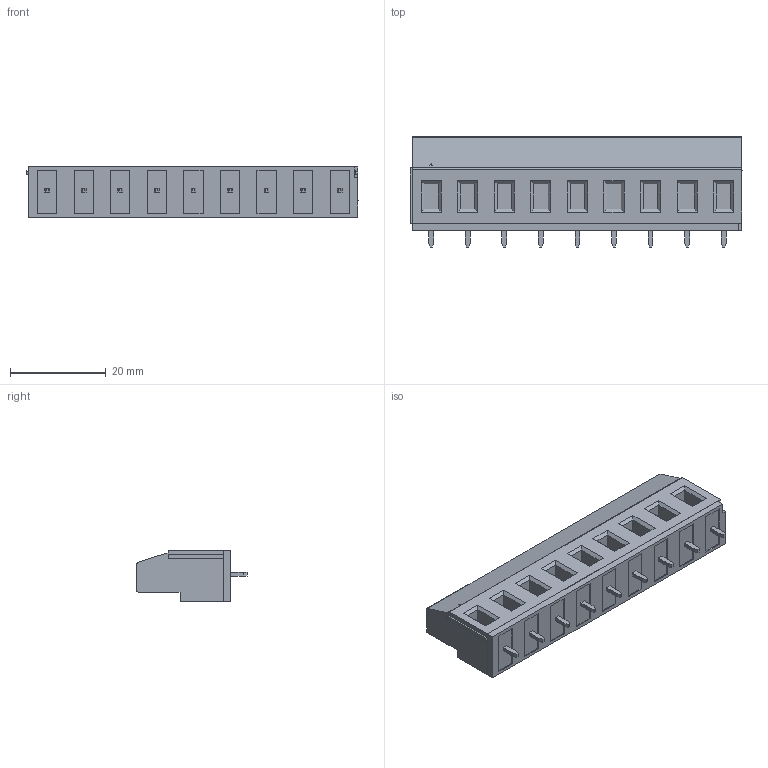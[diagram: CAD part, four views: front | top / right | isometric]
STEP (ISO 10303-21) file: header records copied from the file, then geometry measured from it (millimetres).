
FILE_DESCRIPTION (( 'STEP AP214' ), '1' );
FILE_NAME ('DG129-7.62-09P-14-00AH.STEP', '2021-01-12T19:56:57', ( '' ), ( '' ), 'SwSTEP 2.0', 'SolidWorks 2020', '' );
FILE_SCHEMA (( 'AUTOMOTIVE_DESIGN' ));
Length unit declared in the file: millimetre
Products named in the file (1): DG129-7.62-09P-14-00AH
Bounding box: 69.18 x 23 x 10.5 mm (x, y, z)
Volume: 10892.3 mm3; surface area: 6244.7 mm2
Topology: 1 solids, 1 shells, 861 faces, 2192 edges, 1423 vertices
Faces by surface type: plane 499, bspline 212, cylinder 89, torus 45, cone 16
Entity records: 41871 total; most frequent: CARTESIAN_POINT 16445, ORIENTED_EDGE 4384, DIRECTION 3388, EDGE_CURVE 2192, VERTEX_POINT 1423, VECTOR 1412, LINE 1412, AXIS2_PLACEMENT_3D 988
